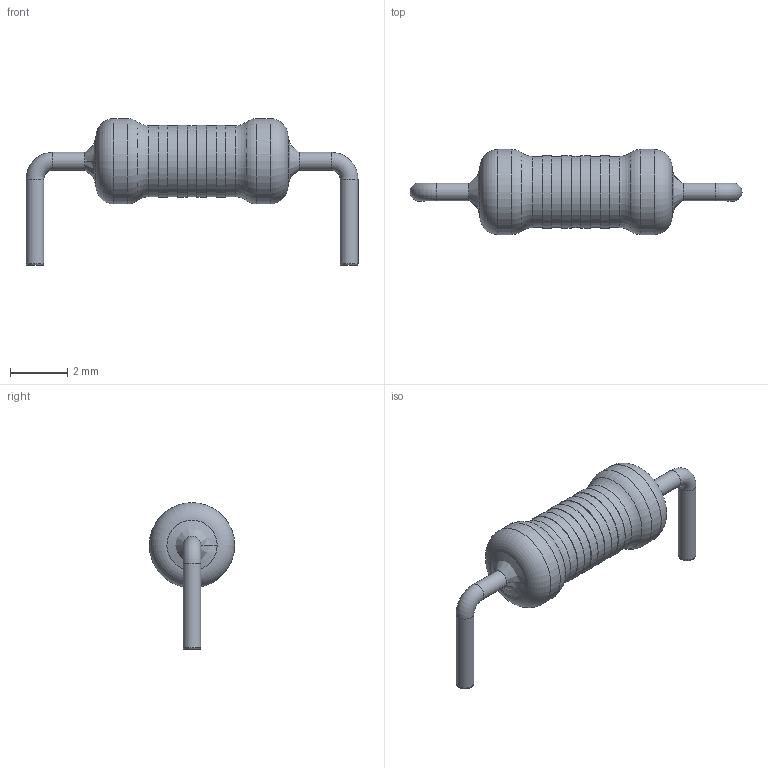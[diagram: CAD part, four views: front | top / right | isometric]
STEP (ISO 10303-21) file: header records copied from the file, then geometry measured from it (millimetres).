
FILE_DESCRIPTION(/* description */ (''),/* implementation_level */ '2;1');
FILE_NAME(/* name */ 'Resistor-Vishay-CCF07.step',/* time_stamp */ '2023-10-25T18:49:36+02:00',/* author */ (''),/* organization */ (''),/* preprocessor_version */ 'ST-DEVELOPER v20',/* originating_system */ 'Autodesk Translation Framework v12.14.0.127',/* authorisation */ '');
FILE_SCHEMA (('AUTOMOTIVE_DESIGN { 1 0 10303 214 3 1 1 }'));
Length unit declared in the file: millimetre
Products named in the file (4): Resistor-Vishay-CCF07; Body; Leads; Markings
Assembly tree (3 placements, depth 2):
  Resistor-Vishay-CCF07
    Body
    Leads
    Markings
Bounding box: 11.63 x 2.99 x 5.14 mm (x, y, z)
Volume: 43.9 mm3; surface area: 125.8 mm2
Topology: 6 solids, 6 shells, 40 faces, 82 edges, 54 vertices
Faces by surface type: cylinder 14, plane 12, torus 10, bspline 4
Full cylindrical faces by diameter (mm): 0.63 x3, 2.49 x5, 2.53 x4, 2.988 x2
Entity records: 1761 total; most frequent: CARTESIAN_POINT 698, DIRECTION 224, ORIENTED_EDGE 164, AXIS2_PLACEMENT_3D 105, EDGE_CURVE 82, CIRCLE 61, VERTEX_POINT 54, EDGE_LOOP 48
